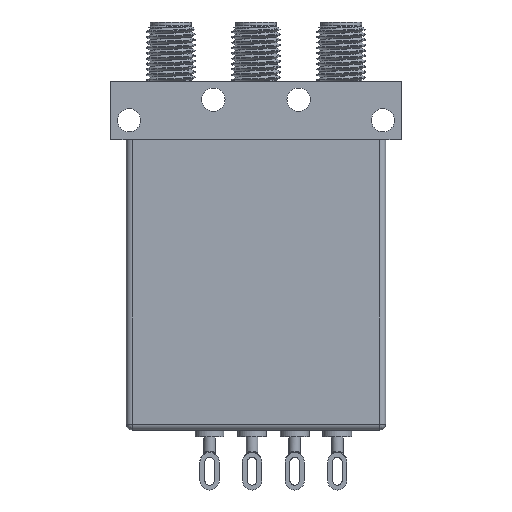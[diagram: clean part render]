
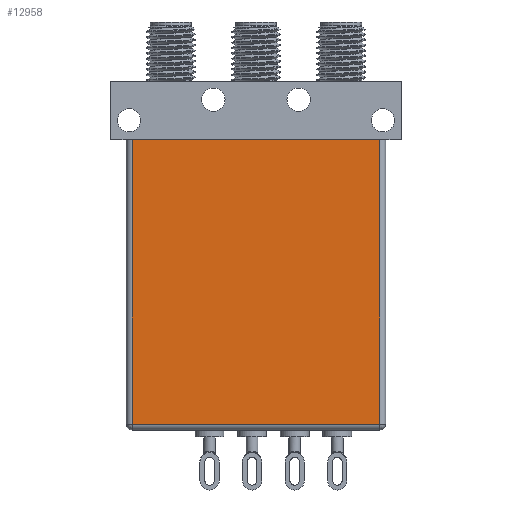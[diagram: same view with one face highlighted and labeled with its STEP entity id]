
A CAD part, front view. The second image highlights one B-rep face of the part: STEP entity #12958.
In plain terms, the highlighted planar face has unit normal (0, -1, 0).
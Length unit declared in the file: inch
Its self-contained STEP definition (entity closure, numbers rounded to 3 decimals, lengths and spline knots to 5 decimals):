
#361 = VECTOR ( 'NONE', #29619, 39.37008 ) ;
#1577 = DIRECTION ( 'NONE',  ( 1., 0., 0. ) ) ;
#1731 = DIRECTION ( 'NONE',  ( 0., -1., 0. ) ) ;
#3048 = LINE ( 'NONE', #39230, #22683 ) ;
#3721 = DIRECTION ( 'NONE',  ( 0., 0., 1. ) ) ;
#4827 = DIRECTION ( 'NONE',  ( 0., 0., -1. ) ) ;
#5030 = EDGE_CURVE ( 'NONE', #6978, #18781, #16617, .T. ) ;
#5751 = EDGE_LOOP ( 'NONE', ( #14254, #30740, #39455, #20301 ) ) ;
#6978 = VERTEX_POINT ( 'NONE', #30369 ) ;
#9143 = CARTESIAN_POINT ( 'NONE',  ( 0.64, -0.26, -0.87 ) ) ;
#9151 = EDGE_CURVE ( 'NONE', #18781, #32507, #3048, .T. ) ;
#9173 = VERTEX_POINT ( 'NONE', #15068 ) ;
#11123 = DIRECTION ( 'NONE',  ( 0., 0., -1. ) ) ;
#12958 = ADVANCED_FACE ( 'NONE', ( #16756 ), #35301, .T. ) ;
#14254 = ORIENTED_EDGE ( 'NONE', *, *, #38518, .F. ) ;
#15068 = CARTESIAN_POINT ( 'NONE',  ( -0.64, -0.26, 0.6 ) ) ;
#15339 = AXIS2_PLACEMENT_3D ( 'NONE', #20055, #1731, #4827 ) ;
#16617 = LINE ( 'NONE', #17413, #361 ) ;
#16756 = FACE_OUTER_BOUND ( 'NONE', #5751, .T. ) ;
#17413 = CARTESIAN_POINT ( 'NONE',  ( 0.67, -0.26, -0.87 ) ) ;
#18529 = CARTESIAN_POINT ( 'NONE',  ( 0.64, -0.26, 0.6 ) ) ;
#18781 = VERTEX_POINT ( 'NONE', #9143 ) ;
#19917 = CARTESIAN_POINT ( 'NONE',  ( 0., -0.26, 0.6 ) ) ;
#20055 = CARTESIAN_POINT ( 'NONE',  ( 0., -0.26, 0. ) ) ;
#20301 = ORIENTED_EDGE ( 'NONE', *, *, #9151, .T. ) ;
#21282 = VECTOR ( 'NONE', #1577, 39.37008 ) ;
#22683 = VECTOR ( 'NONE', #3721, 39.37008 ) ;
#27067 = VECTOR ( 'NONE', #11123, 39.37008 ) ;
#27810 = EDGE_CURVE ( 'NONE', #9173, #6978, #28991, .T. ) ;
#28991 = LINE ( 'NONE', #35359, #27067 ) ;
#29619 = DIRECTION ( 'NONE',  ( 1., 0., 0. ) ) ;
#30369 = CARTESIAN_POINT ( 'NONE',  ( -0.64, -0.26, -0.87 ) ) ;
#30740 = ORIENTED_EDGE ( 'NONE', *, *, #27810, .T. ) ;
#32507 = VERTEX_POINT ( 'NONE', #18529 ) ;
#33706 = LINE ( 'NONE', #19917, #21282 ) ;
#35301 = PLANE ( 'NONE',  #15339 ) ;
#35359 = CARTESIAN_POINT ( 'NONE',  ( -0.64, -0.26, -0.9 ) ) ;
#38518 = EDGE_CURVE ( 'NONE', #9173, #32507, #33706, .T. ) ;
#39230 = CARTESIAN_POINT ( 'NONE',  ( 0.64, -0.26, 0.6 ) ) ;
#39455 = ORIENTED_EDGE ( 'NONE', *, *, #5030, .T. ) ;
